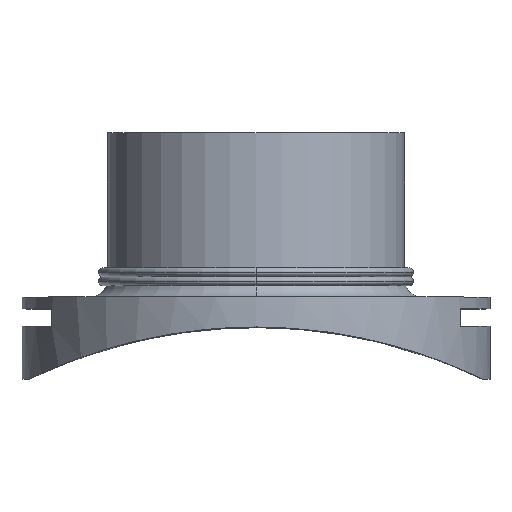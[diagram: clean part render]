
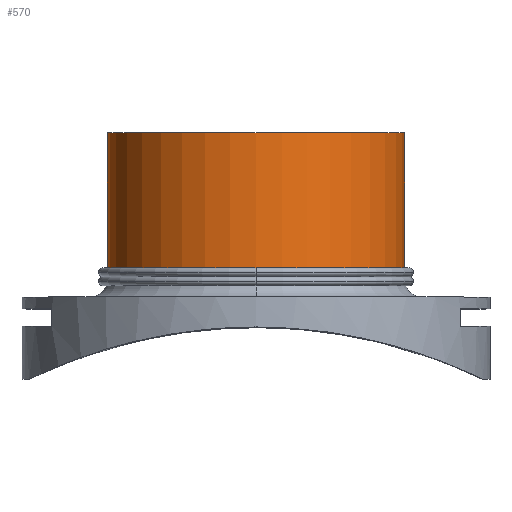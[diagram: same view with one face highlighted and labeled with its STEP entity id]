
A CAD part, top view. The second image highlights one B-rep face of the part: STEP entity #570.
In plain terms, the highlighted cylindrical face has radius 200 mm (diameter 400 mm), a partial arc.
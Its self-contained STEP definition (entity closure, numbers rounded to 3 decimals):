
#314 = EDGE_CURVE( '', #320, #562, #775, .T. );
#320 = VERTEX_POINT( '', #781 );
#322 = EDGE_CURVE( '', #562, #376, #783, .T. );
#374 = EDGE_CURVE( '', #448, #320, #846, .T. );
#376 = VERTEX_POINT( '', #848 );
#448 = VERTEX_POINT( '', #926 );
#558 = VERTEX_POINT( '', #1048 );
#562 = VERTEX_POINT( '', #1052 );
#570 = ADVANCED_FACE( '', ( #1061 ), #1062, .T. );
#586 = EDGE_CURVE( '', #558, #448, #1079, .T. );
#636 = EDGE_CURVE( '', #376, #558, #1135, .T. );
#775 = CIRCLE( '', #1355, 200. );
#781 = CARTESIAN_POINT( '', ( 200., 332., 0. ) );
#783 = LINE( '', #1364, #1365 );
#846 = LINE( '', #1574, #1575 );
#848 = CARTESIAN_POINT( '', ( -200., 144., 0. ) );
#926 = CARTESIAN_POINT( '', ( 200., 144., 0. ) );
#1048 = CARTESIAN_POINT( '', ( 0., 144., 200. ) );
#1052 = CARTESIAN_POINT( '', ( -200., 332., 0. ) );
#1061 = FACE_OUTER_BOUND( '', #1888, .T. );
#1062 = CYLINDRICAL_SURFACE( '', #1889, 200. );
#1079 = CIRCLE( '', #1945, 200. );
#1135 = CIRCLE( '', #2014, 200. );
#1355 = AXIS2_PLACEMENT_3D( '', #2165, #2166, #2167 );
#1364 = CARTESIAN_POINT( '', ( -200., 233.433, 0. ) );
#1365 = VECTOR( '', #2168, 1. );
#1574 = CARTESIAN_POINT( '', ( 200., 233.433, 0. ) );
#1575 = VECTOR( '', #2254, 1. );
#1888 = EDGE_LOOP( '', ( #2521, #2522, #2523, #2524, #2525 ) );
#1889 = AXIS2_PLACEMENT_3D( '', #2526, #2527, #2528 );
#1945 = AXIS2_PLACEMENT_3D( '', #2544, #2545, #2546 );
#2014 = AXIS2_PLACEMENT_3D( '', #2622, #2623, #2624 );
#2165 = CARTESIAN_POINT( '', ( 0., 332., 0. ) );
#2166 = DIRECTION( '', ( 0., -1., 0. ) );
#2167 = DIRECTION( '', ( -1., 0., 0. ) );
#2168 = DIRECTION( '', ( 0., -1., 0. ) );
#2254 = DIRECTION( '', ( 0., 1., 0. ) );
#2521 = ORIENTED_EDGE( '', *, *, #322, .T. );
#2522 = ORIENTED_EDGE( '', *, *, #636, .T. );
#2523 = ORIENTED_EDGE( '', *, *, #586, .T. );
#2524 = ORIENTED_EDGE( '', *, *, #374, .T. );
#2525 = ORIENTED_EDGE( '', *, *, #314, .T. );
#2526 = CARTESIAN_POINT( '', ( 0., 233.433, 0. ) );
#2527 = DIRECTION( '', ( 0., 1., 0. ) );
#2528 = DIRECTION( '', ( -1., 0., 0. ) );
#2544 = CARTESIAN_POINT( '', ( 0., 144., 0. ) );
#2545 = DIRECTION( '', ( 0., 1., 0. ) );
#2546 = DIRECTION( '', ( -1., 0., 0. ) );
#2622 = CARTESIAN_POINT( '', ( 0., 144., 0. ) );
#2623 = DIRECTION( '', ( 0., 1., 0. ) );
#2624 = DIRECTION( '', ( -1., 0., 0. ) );
